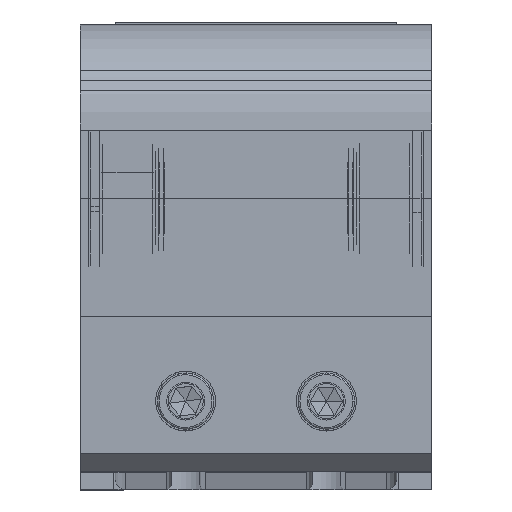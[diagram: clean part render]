
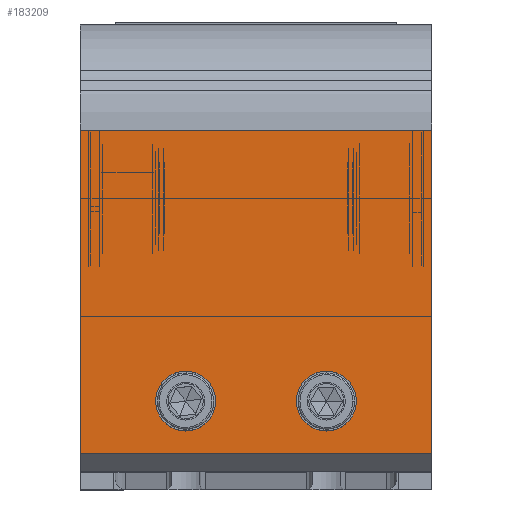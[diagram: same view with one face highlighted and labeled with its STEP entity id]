
A CAD part, top view. The second image highlights one B-rep face of the part: STEP entity #183209.
In plain terms, the highlighted planar face has unit normal (0, 0, 1).
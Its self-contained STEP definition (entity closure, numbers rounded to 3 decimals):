
#248 = DIRECTION ( 'NONE',  ( 0., 0., 1. ) ) ;
#762 = CARTESIAN_POINT ( 'NONE',  ( 140.158, 218.108, 657.202 ) ) ;
#2788 = CARTESIAN_POINT ( 'NONE',  ( 201.658, 203.108, 657.202 ) ) ;
#15428 = DIRECTION ( 'NONE',  ( 0., -1., 0. ) ) ;
#15740 = ORIENTED_EDGE ( 'NONE', *, *, #210968, .F. ) ;
#18142 = VECTOR ( 'NONE', #211654, 1000. ) ;
#18987 = DIRECTION ( 'NONE',  ( 0., 0., 1. ) ) ;
#21898 = VERTEX_POINT ( 'NONE', #110323 ) ;
#25374 = EDGE_CURVE ( 'NONE', #67053, #258736, #240707, .T. ) ;
#28027 = FACE_BOUND ( 'NONE', #198221, .T. ) ;
#30595 = DIRECTION ( 'NONE',  ( -1., 0., 0. ) ) ;
#32190 = EDGE_CURVE ( 'NONE', #89059, #219292, #220359, .T. ) ;
#37972 = EDGE_CURVE ( 'NONE', #265304, #21898, #63196, .T. ) ;
#41369 = DIRECTION ( 'NONE',  ( 1., 0., 0. ) ) ;
#41956 = CARTESIAN_POINT ( 'NONE',  ( 180.158, 218.108, 657.202 ) ) ;
#43097 = CARTESIAN_POINT ( 'NONE',  ( 171.658, 218.108, 657.202 ) ) ;
#46576 = PLANE ( 'NONE',  #185934 ) ;
#48070 = ORIENTED_EDGE ( 'NONE', *, *, #37972, .F. ) ;
#48103 = CIRCLE ( 'NONE', #134136, 8.5 ) ;
#57249 = LINE ( 'NONE', #78500, #18142 ) ;
#63196 = CIRCLE ( 'NONE', #271559, 8.5 ) ;
#67053 = VERTEX_POINT ( 'NONE', #191251 ) ;
#78430 = EDGE_CURVE ( 'NONE', #251490, #269754, #223233, .T. ) ;
#78500 = CARTESIAN_POINT ( 'NONE',  ( 101.658, 203.108, 657.202 ) ) ;
#80143 = VECTOR ( 'NONE', #201859, 1000. ) ;
#82606 = CARTESIAN_POINT ( 'NONE',  ( 131.658, 218.108, 657.202 ) ) ;
#82796 = DIRECTION ( 'NONE',  ( 1., 0., 0. ) ) ;
#83158 = VECTOR ( 'NONE', #15428, 1000. ) ;
#89059 = VERTEX_POINT ( 'NONE', #41956 ) ;
#89133 = FACE_OUTER_BOUND ( 'NONE', #93744, .T. ) ;
#93744 = EDGE_LOOP ( 'NONE', ( #226528, #110192, #15740, #121623 ) ) ;
#105598 = DIRECTION ( 'NONE',  ( 1., 0., 0. ) ) ;
#110192 = ORIENTED_EDGE ( 'NONE', *, *, #78430, .F. ) ;
#110323 = CARTESIAN_POINT ( 'NONE',  ( 123.158, 218.108, 657.202 ) ) ;
#110551 = ORIENTED_EDGE ( 'NONE', *, *, #169028, .F. ) ;
#111181 = EDGE_LOOP ( 'NONE', ( #266270, #216552 ) ) ;
#121623 = ORIENTED_EDGE ( 'NONE', *, *, #25374, .T. ) ;
#133079 = DIRECTION ( 'NONE',  ( 0., 0., -1. ) ) ;
#134136 = AXIS2_PLACEMENT_3D ( 'NONE', #82606, #248, #41369 ) ;
#139946 = DIRECTION ( 'NONE',  ( 0., 0., 1. ) ) ;
#147964 = AXIS2_PLACEMENT_3D ( 'NONE', #43097, #18987, #105598 ) ;
#160508 = CARTESIAN_POINT ( 'NONE',  ( 171.658, 218.108, 657.202 ) ) ;
#161704 = EDGE_CURVE ( 'NONE', #258736, #269754, #57249, .T. ) ;
#169028 = EDGE_CURVE ( 'NONE', #21898, #265304, #48103, .T. ) ;
#181872 = CARTESIAN_POINT ( 'NONE',  ( 101.658, 203.108, 657.202 ) ) ;
#183209 = ADVANCED_FACE ( 'NONE', ( #28027, #194070, #89133 ), #46576, .F. ) ;
#185270 = CIRCLE ( 'NONE', #248645, 8.5 ) ;
#185934 = AXIS2_PLACEMENT_3D ( 'NONE', #222398, #133079, #198265 ) ;
#191251 = CARTESIAN_POINT ( 'NONE',  ( 201.658, 295.108, 657.202 ) ) ;
#191349 = CARTESIAN_POINT ( 'NONE',  ( 201.658, 203.108, 657.202 ) ) ;
#194070 = FACE_BOUND ( 'NONE', #111181, .T. ) ;
#194246 = CARTESIAN_POINT ( 'NONE',  ( 163.158, 218.108, 657.202 ) ) ;
#198221 = EDGE_LOOP ( 'NONE', ( #48070, #110551 ) ) ;
#198265 = DIRECTION ( 'NONE',  ( 0., 1., 0. ) ) ;
#200456 = CARTESIAN_POINT ( 'NONE',  ( 201.658, 203.108, 657.202 ) ) ;
#201859 = DIRECTION ( 'NONE',  ( -1., 0., 0. ) ) ;
#210968 = EDGE_CURVE ( 'NONE', #67053, #251490, #229729, .T. ) ;
#211654 = DIRECTION ( 'NONE',  ( 0., -1., 0. ) ) ;
#212289 = CARTESIAN_POINT ( 'NONE',  ( 201.658, 295.108, 657.202 ) ) ;
#213439 = CARTESIAN_POINT ( 'NONE',  ( 101.658, 295.108, 657.202 ) ) ;
#216552 = ORIENTED_EDGE ( 'NONE', *, *, #251310, .F. ) ;
#219292 = VERTEX_POINT ( 'NONE', #194246 ) ;
#220359 = CIRCLE ( 'NONE', #147964, 8.5 ) ;
#222398 = CARTESIAN_POINT ( 'NONE',  ( 201.658, 203.108, 657.202 ) ) ;
#222879 = DIRECTION ( 'NONE',  ( 1., 0., 0. ) ) ;
#223233 = LINE ( 'NONE', #200456, #80143 ) ;
#226528 = ORIENTED_EDGE ( 'NONE', *, *, #161704, .T. ) ;
#229729 = LINE ( 'NONE', #191349, #83158 ) ;
#240707 = LINE ( 'NONE', #212289, #250298 ) ;
#248645 = AXIS2_PLACEMENT_3D ( 'NONE', #160508, #266908, #222879 ) ;
#250298 = VECTOR ( 'NONE', #30595, 1000. ) ;
#251310 = EDGE_CURVE ( 'NONE', #219292, #89059, #185270, .T. ) ;
#251490 = VERTEX_POINT ( 'NONE', #2788 ) ;
#258736 = VERTEX_POINT ( 'NONE', #213439 ) ;
#265304 = VERTEX_POINT ( 'NONE', #762 ) ;
#266270 = ORIENTED_EDGE ( 'NONE', *, *, #32190, .F. ) ;
#266908 = DIRECTION ( 'NONE',  ( 0., 0., 1. ) ) ;
#269754 = VERTEX_POINT ( 'NONE', #181872 ) ;
#271559 = AXIS2_PLACEMENT_3D ( 'NONE', #274731, #139946, #82796 ) ;
#274731 = CARTESIAN_POINT ( 'NONE',  ( 131.658, 218.108, 657.202 ) ) ;
